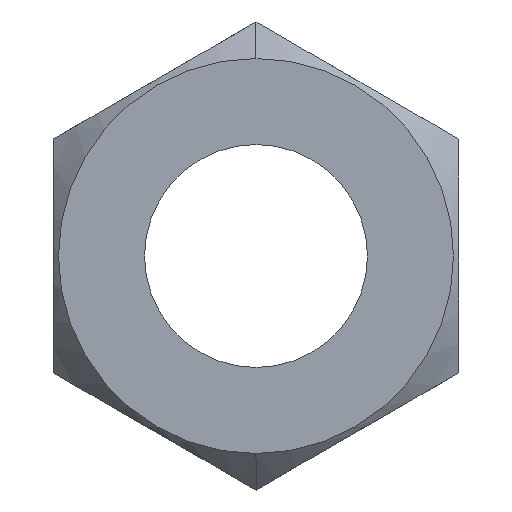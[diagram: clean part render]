
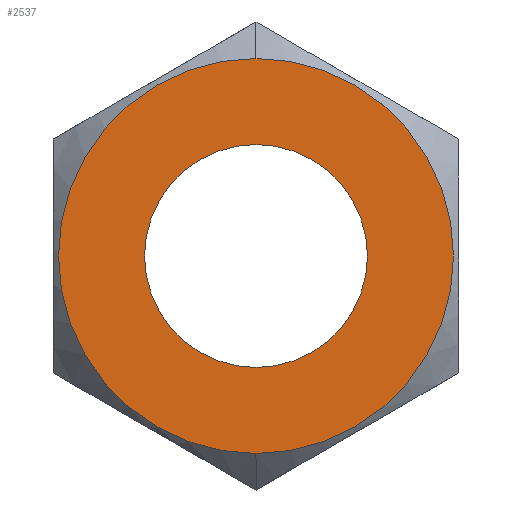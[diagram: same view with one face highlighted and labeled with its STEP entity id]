
A CAD part, left-side view. The second image highlights one B-rep face of the part: STEP entity #2537.
In plain terms, the highlighted planar face has unit normal (-1, 0, 0).
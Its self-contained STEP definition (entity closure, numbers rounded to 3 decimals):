
#119 = DIRECTION ( 'NONE',  ( 0., 0., -1. ) ) ;
#219 = ORIENTED_EDGE ( 'NONE', *, *, #1209, .T. ) ;
#323 = CARTESIAN_POINT ( 'NONE',  ( -10.5, 0., 0. ) ) ;
#350 = VERTEX_POINT ( 'NONE', #3854 ) ;
#445 = EDGE_LOOP ( 'NONE', ( #219, #3754 ) ) ;
#489 = AXIS2_PLACEMENT_3D ( 'NONE', #3430, #1895, #1873 ) ;
#677 = ORIENTED_EDGE ( 'NONE', *, *, #1127, .T. ) ;
#698 = AXIS2_PLACEMENT_3D ( 'NONE', #1770, #3999, #732 ) ;
#713 = AXIS2_PLACEMENT_3D ( 'NONE', #4180, #3637, #1366 ) ;
#732 = DIRECTION ( 'NONE',  ( 0., 0., 1. ) ) ;
#840 = DIRECTION ( 'NONE',  ( 0., 0., -1. ) ) ;
#908 = CARTESIAN_POINT ( 'NONE',  ( -10.5, 0., 0. ) ) ;
#1127 = EDGE_CURVE ( 'NONE', #1419, #3087, #2405, .T. ) ;
#1209 = EDGE_CURVE ( 'NONE', #1664, #350, #3504, .T. ) ;
#1316 = DIRECTION ( 'NONE',  ( 1., 0., 0. ) ) ;
#1338 = EDGE_CURVE ( 'NONE', #350, #1664, #3642, .T. ) ;
#1366 = DIRECTION ( 'NONE',  ( 0., 0., -1. ) ) ;
#1419 = VERTEX_POINT ( 'NONE', #3155 ) ;
#1461 = EDGE_CURVE ( 'NONE', #3087, #1419, #2232, .T. ) ;
#1476 = ORIENTED_EDGE ( 'NONE', *, *, #1461, .T. ) ;
#1542 = AXIS2_PLACEMENT_3D ( 'NONE', #908, #3779, #840 ) ;
#1664 = VERTEX_POINT ( 'NONE', #4228 ) ;
#1770 = CARTESIAN_POINT ( 'NONE',  ( -10.5, 0., 0. ) ) ;
#1873 = DIRECTION ( 'NONE',  ( 0., 0., 1. ) ) ;
#1895 = DIRECTION ( 'NONE',  ( -1., 0., 0. ) ) ;
#2232 = CIRCLE ( 'NONE', #1542, 13.75 ) ;
#2340 = AXIS2_PLACEMENT_3D ( 'NONE', #323, #1316, #119 ) ;
#2405 = CIRCLE ( 'NONE', #2340, 13.75 ) ;
#2537 = ADVANCED_FACE ( 'NONE', ( #3236, #2875 ), #2568, .F. ) ;
#2550 = CARTESIAN_POINT ( 'NONE',  ( -10.5, 0., -13.75 ) ) ;
#2568 = PLANE ( 'NONE',  #713 ) ;
#2875 = FACE_OUTER_BOUND ( 'NONE', #445, .T. ) ;
#3087 = VERTEX_POINT ( 'NONE', #2550 ) ;
#3155 = CARTESIAN_POINT ( 'NONE',  ( -10.5, 0., 13.75 ) ) ;
#3236 = FACE_BOUND ( 'NONE', #3259, .T. ) ;
#3259 = EDGE_LOOP ( 'NONE', ( #677, #1476 ) ) ;
#3430 = CARTESIAN_POINT ( 'NONE',  ( -10.5, 0., 0. ) ) ;
#3504 = CIRCLE ( 'NONE', #698, 24.368 ) ;
#3637 = DIRECTION ( 'NONE',  ( 1., 0., 0. ) ) ;
#3642 = CIRCLE ( 'NONE', #489, 24.368 ) ;
#3754 = ORIENTED_EDGE ( 'NONE', *, *, #1338, .T. ) ;
#3779 = DIRECTION ( 'NONE',  ( 1., 0., 0. ) ) ;
#3854 = CARTESIAN_POINT ( 'NONE',  ( -10.5, 0., 24.368 ) ) ;
#3999 = DIRECTION ( 'NONE',  ( -1., 0., 0. ) ) ;
#4180 = CARTESIAN_POINT ( 'NONE',  ( -10.5, 0., 0. ) ) ;
#4228 = CARTESIAN_POINT ( 'NONE',  ( -10.5, 0., -24.368 ) ) ;
